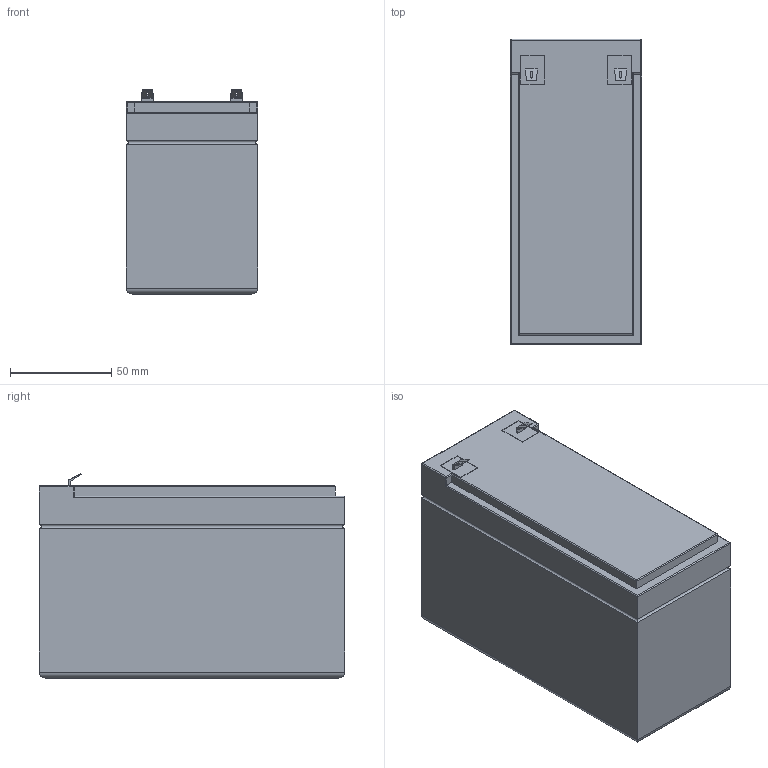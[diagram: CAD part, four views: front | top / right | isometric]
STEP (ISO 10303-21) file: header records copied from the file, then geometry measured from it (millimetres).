
FILE_DESCRIPTION(('FreeCAD Model'),'2;1');
FILE_NAME('Open CASCADE Shape Model','2021-06-22T19:33:09',('Author'),( ''),'Open CASCADE STEP processor 7.5','FreeCAD','Unknown');
FILE_SCHEMA(('AUTOMOTIVE_DESIGN { 1 0 10303 214 1 1 1 1 }'));
Length unit declared in the file: millimetre
Products named in the file (1): Batterie12V7AH
Bounding box: 65 x 151 x 100.98 mm (x, y, z)
Volume: 924134.7 mm3; surface area: 60619.4 mm2
Topology: 1 solids, 1 shells, 87 faces, 216 edges, 133 vertices
Faces by surface type: plane 52, cylinder 33, sphere 2
Entity records: 6154 total; most frequent: CARTESIAN_POINT 1463, DIRECTION 803, LINE 501, VECTOR 501, ORIENTED_EDGE 428, PCURVE 428, DEFINITIONAL_REPRESENTATION 428, EDGE_CURVE 214
